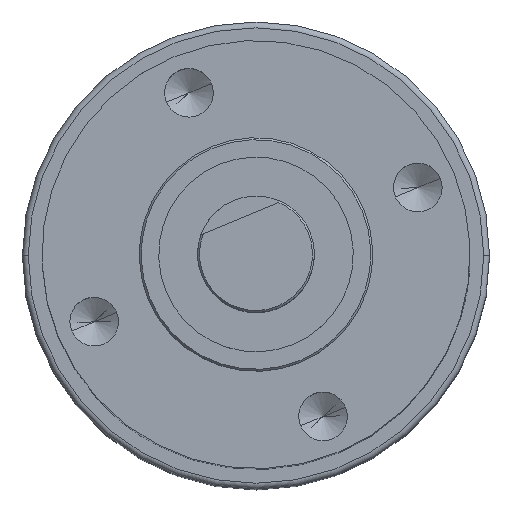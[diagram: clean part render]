
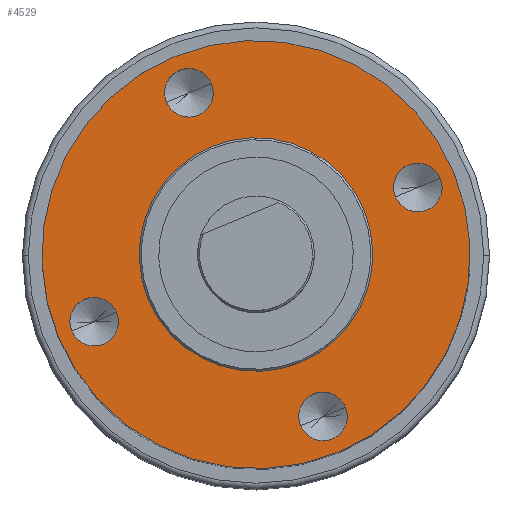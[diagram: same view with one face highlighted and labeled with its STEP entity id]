
A CAD part, top view. The second image highlights one B-rep face of the part: STEP entity #4529.
In plain terms, the highlighted face is planar.
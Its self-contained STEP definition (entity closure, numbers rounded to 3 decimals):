
#12 = DIRECTION ( 'NONE',  ( -1., 0., 0. ) ) ;
#18 = DIRECTION ( 'NONE',  ( -1., 0., 0. ) ) ;
#40 = FACE_BOUND ( 'NONE', #4163, .T. ) ;
#86 = CARTESIAN_POINT ( 'NONE',  ( -6., 0., 0. ) ) ;
#136 = EDGE_LOOP ( 'NONE', ( #4159, #2159 ) ) ;
#227 = EDGE_LOOP ( 'NONE', ( #4033, #4255 ) ) ;
#292 = AXIS2_PLACEMENT_3D ( 'NONE', #5766, #2887, #18 ) ;
#361 = CARTESIAN_POINT ( 'NONE',  ( -9., 0., 0. ) ) ;
#396 = AXIS2_PLACEMENT_3D ( 'NONE', #3486, #618, #3983 ) ;
#527 = ORIENTED_EDGE ( 'NONE', *, *, #3885, .F. ) ;
#565 = CIRCLE ( 'NONE', #2801, 1.25 ) ;
#615 = CIRCLE ( 'NONE', #5957, 1.25 ) ;
#618 = DIRECTION ( 'NONE',  ( 0., 0., 1. ) ) ;
#643 = CARTESIAN_POINT ( 'NONE',  ( 6., 0., 0. ) ) ;
#655 = AXIS2_PLACEMENT_3D ( 'NONE', #4171, #1294, #4646 ) ;
#747 = VERTEX_POINT ( 'NONE', #2712 ) ;
#826 = CIRCLE ( 'NONE', #4945, 1.25 ) ;
#844 = DIRECTION ( 'NONE',  ( -1., 0., 0. ) ) ;
#848 = VERTEX_POINT ( 'NONE', #1356 ) ;
#905 = CIRCLE ( 'NONE', #3084, 1.25 ) ;
#1158 = VERTEX_POINT ( 'NONE', #3617 ) ;
#1160 = DIRECTION ( 'NONE',  ( 0., 0., -1. ) ) ;
#1225 = DIRECTION ( 'NONE',  ( 0., 0., -1. ) ) ;
#1294 = DIRECTION ( 'NONE',  ( 0., 0., -1. ) ) ;
#1319 = FACE_BOUND ( 'NONE', #1948, .T. ) ;
#1344 = VERTEX_POINT ( 'NONE', #2334 ) ;
#1356 = CARTESIAN_POINT ( 'NONE',  ( 10.25, 0., 0. ) ) ;
#1387 = EDGE_CURVE ( 'NONE', #4402, #5512, #565, .T. ) ;
#1469 = FACE_BOUND ( 'NONE', #4868, .T. ) ;
#1650 = CARTESIAN_POINT ( 'NONE',  ( -1.25, -9., 0. ) ) ;
#1726 = EDGE_CURVE ( 'NONE', #848, #3585, #826, .T. ) ;
#1759 = ORIENTED_EDGE ( 'NONE', *, *, #1387, .F. ) ;
#1769 = DIRECTION ( 'NONE',  ( 1., 0., 0. ) ) ;
#1899 = AXIS2_PLACEMENT_3D ( 'NONE', #4845, #1971, #5329 ) ;
#1918 = EDGE_CURVE ( 'NONE', #1344, #6115, #2317, .T. ) ;
#1948 = EDGE_LOOP ( 'NONE', ( #3682, #3552 ) ) ;
#1971 = DIRECTION ( 'NONE',  ( 0., 0., 1. ) ) ;
#2159 = ORIENTED_EDGE ( 'NONE', *, *, #2558, .F. ) ;
#2230 = PLANE ( 'NONE',  #3308 ) ;
#2290 = DIRECTION ( 'NONE',  ( 0., 0., 1. ) ) ;
#2317 = CIRCLE ( 'NONE', #2885, 11. ) ;
#2334 = CARTESIAN_POINT ( 'NONE',  ( -11., 0., 0. ) ) ;
#2369 = DIRECTION ( 'NONE',  ( 0., 0., -1. ) ) ;
#2388 = DIRECTION ( 'NONE',  ( 0., 0., -1. ) ) ;
#2411 = CARTESIAN_POINT ( 'NONE',  ( -10.25, 0., 0. ) ) ;
#2480 = DIRECTION ( 'NONE',  ( 0., 0., 1. ) ) ;
#2536 = EDGE_CURVE ( 'NONE', #1158, #747, #5468, .T. ) ;
#2558 = EDGE_CURVE ( 'NONE', #747, #1158, #4198, .T. ) ;
#2575 = VERTEX_POINT ( 'NONE', #2411 ) ;
#2587 = FACE_BOUND ( 'NONE', #136, .T. ) ;
#2664 = VERTEX_POINT ( 'NONE', #86 ) ;
#2692 = VERTEX_POINT ( 'NONE', #4420 ) ;
#2712 = CARTESIAN_POINT ( 'NONE',  ( 1.25, 9., 0. ) ) ;
#2801 = AXIS2_PLACEMENT_3D ( 'NONE', #5240, #2369, #5723 ) ;
#2875 = DIRECTION ( 'NONE',  ( 0., 0., -1. ) ) ;
#2885 = AXIS2_PLACEMENT_3D ( 'NONE', #5163, #2290, #5639 ) ;
#2887 = DIRECTION ( 'NONE',  ( 0., 0., -1. ) ) ;
#3084 = AXIS2_PLACEMENT_3D ( 'NONE', #5753, #2875, #12 ) ;
#3308 = AXIS2_PLACEMENT_3D ( 'NONE', #3684, #4635, #1769 ) ;
#3409 = ORIENTED_EDGE ( 'NONE', *, *, #1726, .F. ) ;
#3486 = CARTESIAN_POINT ( 'NONE',  ( 0., 0., 0. ) ) ;
#3505 = CIRCLE ( 'NONE', #5589, 1.25 ) ;
#3525 = CARTESIAN_POINT ( 'NONE',  ( 1.25, -9., 0. ) ) ;
#3552 = ORIENTED_EDGE ( 'NONE', *, *, #5159, .F. ) ;
#3585 = VERTEX_POINT ( 'NONE', #5192 ) ;
#3617 = CARTESIAN_POINT ( 'NONE',  ( -1.25, 9., 0. ) ) ;
#3618 = ORIENTED_EDGE ( 'NONE', *, *, #3979, .F. ) ;
#3680 = CIRCLE ( 'NONE', #396, 6. ) ;
#3682 = ORIENTED_EDGE ( 'NONE', *, *, #6042, .F. ) ;
#3684 = CARTESIAN_POINT ( 'NONE',  ( 0., 0., 0. ) ) ;
#3714 = DIRECTION ( 'NONE',  ( 0., 0., -1. ) ) ;
#3723 = FACE_OUTER_BOUND ( 'NONE', #4648, .T. ) ;
#3874 = CARTESIAN_POINT ( 'NONE',  ( 11., 0., 0. ) ) ;
#3885 = EDGE_CURVE ( 'NONE', #3585, #848, #3505, .T. ) ;
#3979 = EDGE_CURVE ( 'NONE', #5512, #4402, #5446, .T. ) ;
#3983 = DIRECTION ( 'NONE',  ( 1., 0., 0. ) ) ;
#4033 = ORIENTED_EDGE ( 'NONE', *, *, #6214, .T. ) ;
#4047 = CARTESIAN_POINT ( 'NONE',  ( 9., 0., 0. ) ) ;
#4113 = CARTESIAN_POINT ( 'NONE',  ( 9., 0., 0. ) ) ;
#4159 = ORIENTED_EDGE ( 'NONE', *, *, #2536, .F. ) ;
#4163 = EDGE_LOOP ( 'NONE', ( #1759, #3618 ) ) ;
#4171 = CARTESIAN_POINT ( 'NONE',  ( 0., -9., 0. ) ) ;
#4198 = CIRCLE ( 'NONE', #292, 1.25 ) ;
#4255 = ORIENTED_EDGE ( 'NONE', *, *, #4807, .T. ) ;
#4337 = VERTEX_POINT ( 'NONE', #643 ) ;
#4367 = ORIENTED_EDGE ( 'NONE', *, *, #1918, .F. ) ;
#4402 = VERTEX_POINT ( 'NONE', #1650 ) ;
#4420 = CARTESIAN_POINT ( 'NONE',  ( -7.75, 0., 0. ) ) ;
#4513 = DIRECTION ( 'NONE',  ( -1., 0., 0. ) ) ;
#4529 = ADVANCED_FACE ( 'NONE', ( #2587, #1319, #1469, #40, #4996, #3723 ), #2230, .F. ) ;
#4580 = DIRECTION ( 'NONE',  ( -1., 0., 0. ) ) ;
#4635 = DIRECTION ( 'NONE',  ( 0., 0., 1. ) ) ;
#4646 = DIRECTION ( 'NONE',  ( -1., 0., 0. ) ) ;
#4648 = EDGE_LOOP ( 'NONE', ( #4367, #6052 ) ) ;
#4807 = EDGE_CURVE ( 'NONE', #2664, #4337, #5068, .T. ) ;
#4845 = CARTESIAN_POINT ( 'NONE',  ( 0., 0., 0. ) ) ;
#4868 = EDGE_LOOP ( 'NONE', ( #527, #3409 ) ) ;
#4945 = AXIS2_PLACEMENT_3D ( 'NONE', #4047, #1160, #4513 ) ;
#4996 = FACE_BOUND ( 'NONE', #227, .T. ) ;
#5068 = CIRCLE ( 'NONE', #1899, 6. ) ;
#5159 = EDGE_CURVE ( 'NONE', #2692, #2575, #615, .T. ) ;
#5163 = CARTESIAN_POINT ( 'NONE',  ( 0., 0., 0. ) ) ;
#5192 = CARTESIAN_POINT ( 'NONE',  ( 7.75, 0., 0. ) ) ;
#5240 = CARTESIAN_POINT ( 'NONE',  ( 0., -9., 0. ) ) ;
#5263 = CARTESIAN_POINT ( 'NONE',  ( 0., 9., 0. ) ) ;
#5329 = DIRECTION ( 'NONE',  ( 1., 0., 0. ) ) ;
#5332 = AXIS2_PLACEMENT_3D ( 'NONE', #5349, #2480, #5841 ) ;
#5349 = CARTESIAN_POINT ( 'NONE',  ( 0., 0., 0. ) ) ;
#5403 = CIRCLE ( 'NONE', #5332, 11. ) ;
#5446 = CIRCLE ( 'NONE', #655, 1.25 ) ;
#5468 = CIRCLE ( 'NONE', #5876, 1.25 ) ;
#5512 = VERTEX_POINT ( 'NONE', #3525 ) ;
#5589 = AXIS2_PLACEMENT_3D ( 'NONE', #4113, #1225, #4580 ) ;
#5639 = DIRECTION ( 'NONE',  ( 1., 0., 0. ) ) ;
#5723 = DIRECTION ( 'NONE',  ( -1., 0., 0. ) ) ;
#5744 = DIRECTION ( 'NONE',  ( -1., 0., 0. ) ) ;
#5753 = CARTESIAN_POINT ( 'NONE',  ( -9., 0., 0. ) ) ;
#5766 = CARTESIAN_POINT ( 'NONE',  ( 0., 9., 0. ) ) ;
#5841 = DIRECTION ( 'NONE',  ( 1., 0., 0. ) ) ;
#5876 = AXIS2_PLACEMENT_3D ( 'NONE', #5263, #2388, #5744 ) ;
#5957 = AXIS2_PLACEMENT_3D ( 'NONE', #361, #3714, #844 ) ;
#6042 = EDGE_CURVE ( 'NONE', #2575, #2692, #905, .T. ) ;
#6052 = ORIENTED_EDGE ( 'NONE', *, *, #6154, .F. ) ;
#6115 = VERTEX_POINT ( 'NONE', #3874 ) ;
#6154 = EDGE_CURVE ( 'NONE', #6115, #1344, #5403, .T. ) ;
#6214 = EDGE_CURVE ( 'NONE', #4337, #2664, #3680, .T. ) ;
